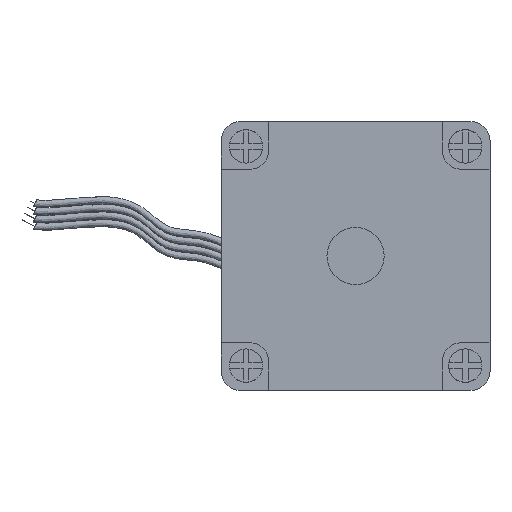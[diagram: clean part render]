
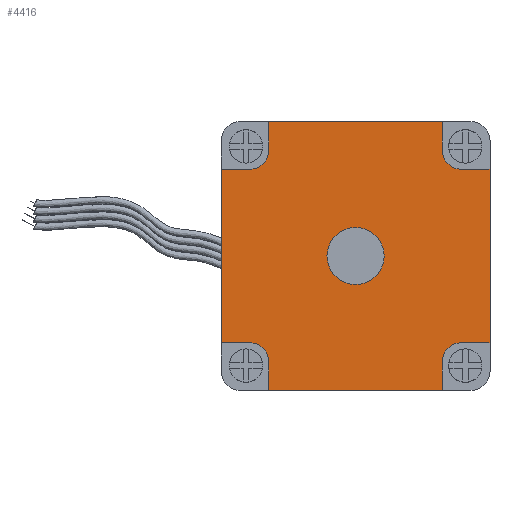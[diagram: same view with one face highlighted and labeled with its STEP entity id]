
A CAD part, front view. The second image highlights one B-rep face of the part: STEP entity #4416.
In plain terms, the highlighted planar face has unit normal (0, -1, 0).
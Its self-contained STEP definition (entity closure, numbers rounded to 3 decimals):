
#28 = CARTESIAN_POINT ( 'NONE',  ( -9.1, 0., -14.1 ) ) ;
#77 = EDGE_CURVE ( 'NONE', #2327, #6474, #3036, .T. ) ;
#88 = CARTESIAN_POINT ( 'NONE',  ( -9.1, 0., 9.1 ) ) ;
#119 = DIRECTION ( 'NONE',  ( 0., 0., -1. ) ) ;
#124 = CARTESIAN_POINT ( 'NONE',  ( -9.1, 0., 9.1 ) ) ;
#211 = CARTESIAN_POINT ( 'NONE',  ( -11.1, 0., -9.1 ) ) ;
#275 = VECTOR ( 'NONE', #5215, 1000. ) ;
#307 = FACE_OUTER_BOUND ( 'NONE', #5115, .T. ) ;
#379 = VERTEX_POINT ( 'NONE', #3445 ) ;
#433 = CARTESIAN_POINT ( 'NONE',  ( -14.1, 0., 14.1 ) ) ;
#450 = EDGE_CURVE ( 'NONE', #638, #4674, #5298, .T. ) ;
#454 = AXIS2_PLACEMENT_3D ( 'NONE', #6699, #7177, #461 ) ;
#461 = DIRECTION ( 'NONE',  ( 0., 0., 1. ) ) ;
#472 = AXIS2_PLACEMENT_3D ( 'NONE', #4656, #1270, #1748 ) ;
#519 = ORIENTED_EDGE ( 'NONE', *, *, #2886, .F. ) ;
#584 = CARTESIAN_POINT ( 'NONE',  ( 9.1, 0., 9.1 ) ) ;
#587 = EDGE_CURVE ( 'NONE', #5125, #6135, #3176, .T. ) ;
#638 = VERTEX_POINT ( 'NONE', #972 ) ;
#646 = LINE ( 'NONE', #6330, #2694 ) ;
#649 = CARTESIAN_POINT ( 'NONE',  ( 0., 0., 0. ) ) ;
#684 = CARTESIAN_POINT ( 'NONE',  ( 11.1, 0., -11.1 ) ) ;
#802 = ORIENTED_EDGE ( 'NONE', *, *, #2304, .T. ) ;
#847 = VECTOR ( 'NONE', #5776, 1000. ) ;
#972 = CARTESIAN_POINT ( 'NONE',  ( -9.1, 0., 11.1 ) ) ;
#989 = EDGE_CURVE ( 'NONE', #2303, #5546, #2013, .T. ) ;
#1056 = LINE ( 'NONE', #433, #3436 ) ;
#1058 = CARTESIAN_POINT ( 'NONE',  ( 14.1, 0., -9.1 ) ) ;
#1071 = AXIS2_PLACEMENT_3D ( 'NONE', #5206, #3481, #6952 ) ;
#1115 = ORIENTED_EDGE ( 'NONE', *, *, #1363, .T. ) ;
#1240 = ORIENTED_EDGE ( 'NONE', *, *, #450, .T. ) ;
#1253 = CARTESIAN_POINT ( 'NONE',  ( -14.1, 0., 9.1 ) ) ;
#1270 = DIRECTION ( 'NONE',  ( 0., 1., 0. ) ) ;
#1307 = EDGE_CURVE ( 'NONE', #4674, #6200, #3452, .T. ) ;
#1317 = CARTESIAN_POINT ( 'NONE',  ( -9.1, 0., -9.1 ) ) ;
#1347 = ORIENTED_EDGE ( 'NONE', *, *, #1967, .T. ) ;
#1363 = EDGE_CURVE ( 'NONE', #2567, #5546, #2932, .T. ) ;
#1465 = VERTEX_POINT ( 'NONE', #3183 ) ;
#1468 = DIRECTION ( 'NONE',  ( 0., 0., -1. ) ) ;
#1555 = ORIENTED_EDGE ( 'NONE', *, *, #5577, .T. ) ;
#1655 = DIRECTION ( 'NONE',  ( 0., 0., 1. ) ) ;
#1681 = VECTOR ( 'NONE', #5107, 1000. ) ;
#1698 = CARTESIAN_POINT ( 'NONE',  ( 9.1, 0., -9.1 ) ) ;
#1725 = ORIENTED_EDGE ( 'NONE', *, *, #587, .F. ) ;
#1748 = DIRECTION ( 'NONE',  ( 0., 0., 1. ) ) ;
#1854 = ORIENTED_EDGE ( 'NONE', *, *, #5909, .F. ) ;
#1918 = VERTEX_POINT ( 'NONE', #6282 ) ;
#1967 = EDGE_CURVE ( 'NONE', #379, #3631, #6316, .T. ) ;
#2013 = LINE ( 'NONE', #7043, #7293 ) ;
#2040 = CARTESIAN_POINT ( 'NONE',  ( 0., 0., 0. ) ) ;
#2195 = DIRECTION ( 'NONE',  ( 1., 0., 0. ) ) ;
#2263 = ORIENTED_EDGE ( 'NONE', *, *, #1307, .T. ) ;
#2303 = VERTEX_POINT ( 'NONE', #6715 ) ;
#2304 = EDGE_CURVE ( 'NONE', #5228, #3944, #3945, .T. ) ;
#2327 = VERTEX_POINT ( 'NONE', #28 ) ;
#2381 = DIRECTION ( 'NONE',  ( -1., 0., 0. ) ) ;
#2383 = DIRECTION ( 'NONE',  ( -1., 0., 0. ) ) ;
#2397 = CARTESIAN_POINT ( 'NONE',  ( 9.1, 0., -14.1 ) ) ;
#2428 = CARTESIAN_POINT ( 'NONE',  ( 14.1, 0., 9.1 ) ) ;
#2488 = DIRECTION ( 'NONE',  ( 0., 0., 1. ) ) ;
#2567 = VERTEX_POINT ( 'NONE', #5401 ) ;
#2576 = VECTOR ( 'NONE', #2381, 1000. ) ;
#2681 = EDGE_LOOP ( 'NONE', ( #5855, #1854 ) ) ;
#2694 = VECTOR ( 'NONE', #119, 1000. ) ;
#2864 = CARTESIAN_POINT ( 'NONE',  ( 0., 0., 3. ) ) ;
#2886 = EDGE_CURVE ( 'NONE', #6135, #6200, #4743, .T. ) ;
#2932 = CIRCLE ( 'NONE', #472, 2. ) ;
#2952 = CIRCLE ( 'NONE', #4841, 2. ) ;
#3036 = LINE ( 'NONE', #1317, #275 ) ;
#3074 = EDGE_CURVE ( 'NONE', #5125, #6474, #4337, .T. ) ;
#3154 = DIRECTION ( 'NONE',  ( 0., 0., -1. ) ) ;
#3168 = VECTOR ( 'NONE', #6516, 1000. ) ;
#3176 = LINE ( 'NONE', #7163, #3168 ) ;
#3183 = CARTESIAN_POINT ( 'NONE',  ( 0., 0., -3. ) ) ;
#3318 = CARTESIAN_POINT ( 'NONE',  ( 9.1, 0., -9.1 ) ) ;
#3391 = ORIENTED_EDGE ( 'NONE', *, *, #5588, .F. ) ;
#3424 = VECTOR ( 'NONE', #1655, 1000. ) ;
#3436 = VECTOR ( 'NONE', #2195, 1000. ) ;
#3445 = CARTESIAN_POINT ( 'NONE',  ( 11.1, 0., -9.1 ) ) ;
#3452 = LINE ( 'NONE', #124, #2576 ) ;
#3462 = DIRECTION ( 'NONE',  ( 0., 0., -1. ) ) ;
#3481 = DIRECTION ( 'NONE',  ( 0., 1., 0. ) ) ;
#3494 = CARTESIAN_POINT ( 'NONE',  ( -9.1, 0., -11.1 ) ) ;
#3522 = CARTESIAN_POINT ( 'NONE',  ( -14.1, 0., -14.1 ) ) ;
#3530 = CARTESIAN_POINT ( 'NONE',  ( 9.1, 0., 11.1 ) ) ;
#3630 = DIRECTION ( 'NONE',  ( 1., 0., 0. ) ) ;
#3631 = VERTEX_POINT ( 'NONE', #1058 ) ;
#3678 = CARTESIAN_POINT ( 'NONE',  ( -14.1, 0., -14.1 ) ) ;
#3888 = VECTOR ( 'NONE', #7305, 1000. ) ;
#3901 = VECTOR ( 'NONE', #2488, 1000. ) ;
#3913 = AXIS2_PLACEMENT_3D ( 'NONE', #4016, #5112, #3462 ) ;
#3944 = VERTEX_POINT ( 'NONE', #4808 ) ;
#3945 = LINE ( 'NONE', #3318, #3424 ) ;
#3972 = DIRECTION ( 'NONE',  ( 0., 0., 1. ) ) ;
#4016 = CARTESIAN_POINT ( 'NONE',  ( 0., 0., 0. ) ) ;
#4143 = ORIENTED_EDGE ( 'NONE', *, *, #6721, .F. ) ;
#4148 = DIRECTION ( 'NONE',  ( 0., -1., 0. ) ) ;
#4180 = EDGE_CURVE ( 'NONE', #6209, #3631, #646, .T. ) ;
#4295 = CARTESIAN_POINT ( 'NONE',  ( -14.1, 0., -9.1 ) ) ;
#4337 = CIRCLE ( 'NONE', #454, 2. ) ;
#4416 = ADVANCED_FACE ( 'NONE', ( #5278, #307 ), #7108, .F. ) ;
#4656 = CARTESIAN_POINT ( 'NONE',  ( 11.1, 0., 11.1 ) ) ;
#4659 = LINE ( 'NONE', #88, #1681 ) ;
#4674 = VERTEX_POINT ( 'NONE', #6193 ) ;
#4743 = LINE ( 'NONE', #3678, #3901 ) ;
#4808 = CARTESIAN_POINT ( 'NONE',  ( 9.1, 0., -11.1 ) ) ;
#4827 = AXIS2_PLACEMENT_3D ( 'NONE', #2040, #6998, #3630 ) ;
#4841 = AXIS2_PLACEMENT_3D ( 'NONE', #684, #6272, #3972 ) ;
#4950 = ORIENTED_EDGE ( 'NONE', *, *, #7314, .F. ) ;
#4977 = CIRCLE ( 'NONE', #3913, 3. ) ;
#5107 = DIRECTION ( 'NONE',  ( 0., 0., -1. ) ) ;
#5112 = DIRECTION ( 'NONE',  ( 0., -1., 0. ) ) ;
#5115 = EDGE_LOOP ( 'NONE', ( #5560, #3391, #1115, #7250, #4950, #7129, #1240, #2263, #519, #1725, #6071, #5990, #4143, #802, #1555, #1347 ) ) ;
#5125 = VERTEX_POINT ( 'NONE', #211 ) ;
#5206 = CARTESIAN_POINT ( 'NONE',  ( -11.1, 0., 11.1 ) ) ;
#5215 = DIRECTION ( 'NONE',  ( 0., 0., 1. ) ) ;
#5228 = VERTEX_POINT ( 'NONE', #2397 ) ;
#5278 = FACE_BOUND ( 'NONE', #2681, .T. ) ;
#5298 = CIRCLE ( 'NONE', #1071, 2. ) ;
#5401 = CARTESIAN_POINT ( 'NONE',  ( 11.1, 0., 9.1 ) ) ;
#5546 = VERTEX_POINT ( 'NONE', #3530 ) ;
#5549 = AXIS2_PLACEMENT_3D ( 'NONE', #649, #4148, #1468 ) ;
#5560 = ORIENTED_EDGE ( 'NONE', *, *, #4180, .F. ) ;
#5577 = EDGE_CURVE ( 'NONE', #3944, #379, #2952, .T. ) ;
#5588 = EDGE_CURVE ( 'NONE', #2567, #6209, #6309, .T. ) ;
#5656 = LINE ( 'NONE', #3522, #6642 ) ;
#5666 = CIRCLE ( 'NONE', #5549, 3. ) ;
#5776 = DIRECTION ( 'NONE',  ( 1., 0., 0. ) ) ;
#5855 = ORIENTED_EDGE ( 'NONE', *, *, #6542, .F. ) ;
#5909 = EDGE_CURVE ( 'NONE', #6656, #1465, #5666, .T. ) ;
#5990 = ORIENTED_EDGE ( 'NONE', *, *, #77, .F. ) ;
#6071 = ORIENTED_EDGE ( 'NONE', *, *, #3074, .T. ) ;
#6135 = VERTEX_POINT ( 'NONE', #4295 ) ;
#6193 = CARTESIAN_POINT ( 'NONE',  ( -11.1, 0., 9.1 ) ) ;
#6200 = VERTEX_POINT ( 'NONE', #1253 ) ;
#6209 = VERTEX_POINT ( 'NONE', #2428 ) ;
#6272 = DIRECTION ( 'NONE',  ( 0., 1., 0. ) ) ;
#6282 = CARTESIAN_POINT ( 'NONE',  ( -9.1, 0., 14.1 ) ) ;
#6309 = LINE ( 'NONE', #584, #847 ) ;
#6316 = LINE ( 'NONE', #1698, #3888 ) ;
#6330 = CARTESIAN_POINT ( 'NONE',  ( 14.1, 0., -14.1 ) ) ;
#6474 = VERTEX_POINT ( 'NONE', #3494 ) ;
#6516 = DIRECTION ( 'NONE',  ( -1., 0., 0. ) ) ;
#6542 = EDGE_CURVE ( 'NONE', #1465, #6656, #4977, .T. ) ;
#6642 = VECTOR ( 'NONE', #2383, 1000. ) ;
#6656 = VERTEX_POINT ( 'NONE', #2864 ) ;
#6676 = EDGE_CURVE ( 'NONE', #1918, #638, #4659, .T. ) ;
#6699 = CARTESIAN_POINT ( 'NONE',  ( -11.1, 0., -11.1 ) ) ;
#6715 = CARTESIAN_POINT ( 'NONE',  ( 9.1, 0., 14.1 ) ) ;
#6721 = EDGE_CURVE ( 'NONE', #5228, #2327, #5656, .T. ) ;
#6952 = DIRECTION ( 'NONE',  ( 0., 0., 1. ) ) ;
#6998 = DIRECTION ( 'NONE',  ( 0., 1., 0. ) ) ;
#7043 = CARTESIAN_POINT ( 'NONE',  ( 9.1, 0., 9.1 ) ) ;
#7108 = PLANE ( 'NONE',  #4827 ) ;
#7129 = ORIENTED_EDGE ( 'NONE', *, *, #6676, .T. ) ;
#7163 = CARTESIAN_POINT ( 'NONE',  ( -9.1, 0., -9.1 ) ) ;
#7177 = DIRECTION ( 'NONE',  ( 0., 1., 0. ) ) ;
#7250 = ORIENTED_EDGE ( 'NONE', *, *, #989, .F. ) ;
#7293 = VECTOR ( 'NONE', #3154, 1000. ) ;
#7305 = DIRECTION ( 'NONE',  ( 1., 0., 0. ) ) ;
#7314 = EDGE_CURVE ( 'NONE', #1918, #2303, #1056, .T. ) ;
